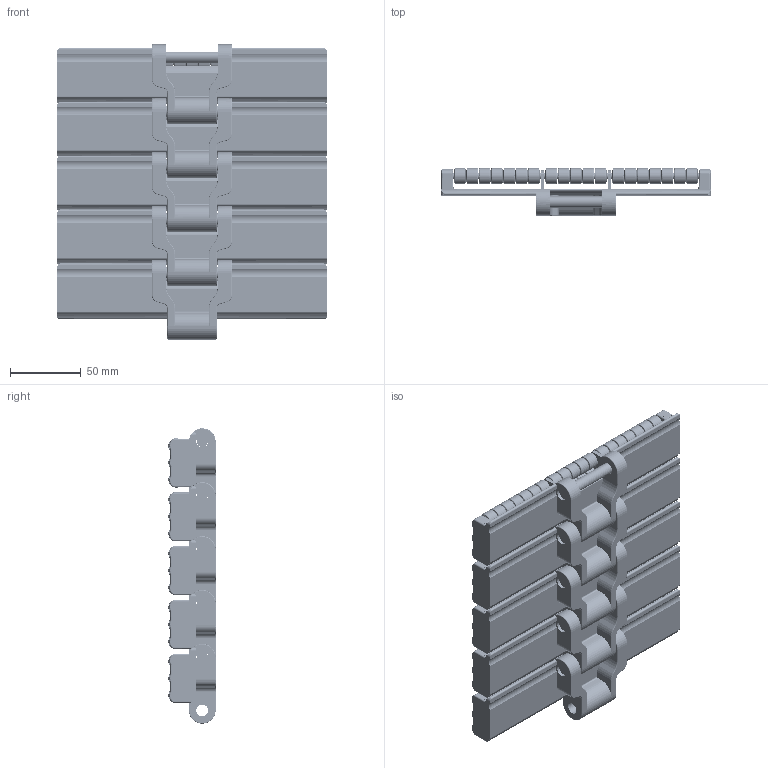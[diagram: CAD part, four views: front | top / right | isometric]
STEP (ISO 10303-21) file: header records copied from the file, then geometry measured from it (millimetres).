
FILE_DESCRIPTION (( 'STEP AP214' ), '1' );
FILE_NAME ('Rexnord-STRAIGHT RUN HEAVY DUTY LBP-Default.STEP', '2020-11-16T13:05:19', ( '' ), ( '' ), 'SwSTEP 2.0', 'SolidWorks 2020', '' );
FILE_SCHEMA (( 'AUTOMOTIVE_DESIGN' ));
Length unit declared in the file: millimetre
Products named in the file (12): Rexnord-STRAIGHT RUN HEAVY DUTY LBP-Default_HDS750LBP_LINK_ASM; Rexnord-STRAIGHT RUN HEAVY DUTY LBP-Default; Rexnord-STRAIGHT RUN HEAVY DUTY LBP-Default_7520941E_STEEK; Rexnord-STRAIGHT RUN HEAVY DUTY LBP-Default_75209111; Rexnord-STRAIGHT RUN HEAVY DUTY LBP-Default_75209101; Rexnord-STRAIGHT RUN HEAVY DUTY LBP-Default_7520552; Rexnord-STRAIGHT RUN HEAVY DUTY LBP-Default_75209402I_COPY_; Rexnord-STRAIGHT RUN HEAVY DUTY LBP-Default_hds750lbp
Assembly tree (326 placements, depth 4):
  Rexnord-STRAIGHT RUN HEAVY DUTY LBP-Default
    Rexnord-STRAIGHT RUN HEAVY DUTY LBP-Default_hds750lbp
      Rexnord-STRAIGHT RUN HEAVY DUTY LBP-Default_HDS750LBP_LINK_ASM
        Rexnord-STRAIGHT RUN HEAVY DUTY LBP-Default_7520552
        Rexnord-STRAIGHT RUN HEAVY DUTY LBP-Default_75209111  x3
        Rexnord-STRAIGHT RUN HEAVY DUTY LBP-Default_75209402I_COPY_  x2
        Rexnord-STRAIGHT RUN HEAVY DUTY LBP-Default_7520941E_STEEK  x57
        Rexnord-STRAIGHT RUN HEAVY DUTY LBP-Default_75209101
      Rexnord-STRAIGHT RUN HEAVY DUTY LBP-Default_HDS750LBP_LINK_ASM
        Rexnord-STRAIGHT RUN HEAVY DUTY LBP-Default_7520552
        Rexnord-STRAIGHT RUN HEAVY DUTY LBP-Default_75209111  x3
        Rexnord-STRAIGHT RUN HEAVY DUTY LBP-Default_75209402I_COPY_  x2
        Rexnord-STRAIGHT RUN HEAVY DUTY LBP-Default_7520941E_STEEK  x57
        Rexnord-STRAIGHT RUN HEAVY DUTY LBP-Default_75209101
      Rexnord-STRAIGHT RUN HEAVY DUTY LBP-Default_HDS750LBP_LINK_ASM
        Rexnord-STRAIGHT RUN HEAVY DUTY LBP-Default_7520552
        Rexnord-STRAIGHT RUN HEAVY DUTY LBP-Default_75209111  x3
        Rexnord-STRAIGHT RUN HEAVY DUTY LBP-Default_75209402I_COPY_  x2
        Rexnord-STRAIGHT RUN HEAVY DUTY LBP-Default_7520941E_STEEK  x57
        Rexnord-STRAIGHT RUN HEAVY DUTY LBP-Default_75209101
      Rexnord-STRAIGHT RUN HEAVY DUTY LBP-Default_HDS750LBP_LINK_ASM
        Rexnord-STRAIGHT RUN HEAVY DUTY LBP-Default_7520552
        Rexnord-STRAIGHT RUN HEAVY DUTY LBP-Default_75209111  x3
        Rexnord-STRAIGHT RUN HEAVY DUTY LBP-Default_75209402I_COPY_  x2
        Rexnord-STRAIGHT RUN HEAVY DUTY LBP-Default_7520941E_STEEK  x57
        Rexnord-STRAIGHT RUN HEAVY DUTY LBP-Default_75209101
      Rexnord-STRAIGHT RUN HEAVY DUTY LBP-Default_HDS750LBP_LINK_ASM
        Rexnord-STRAIGHT RUN HEAVY DUTY LBP-Default_7520552
        Rexnord-STRAIGHT RUN HEAVY DUTY LBP-Default_75209111  x3
        Rexnord-STRAIGHT RUN HEAVY DUTY LBP-Default_75209402I_COPY_  x2
        Rexnord-STRAIGHT RUN HEAVY DUTY LBP-Default_7520941E_STEEK  x57
        Rexnord-STRAIGHT RUN HEAVY DUTY LBP-Default_75209101
Bounding box: 190.5 x 33.5 x 208.9 mm (x, y, z)
Volume: 513727.5 mm3; surface area: 333459.4 mm2
Topology: 320 solids, 320 shells, 7235 faces, 16420 edges, 10415 vertices
Faces by surface type: plane 2295, cylinder 2205, cone 1425, bspline 1310
Entity records: 16201 total; most frequent: CARTESIAN_POINT 4099, DIRECTION 2602, ORIENTED_EDGE 2060, EDGE_CURVE 1030, AXIS2_PLACEMENT_3D 984, VERTEX_POINT 663, LINE 634, VECTOR 634
